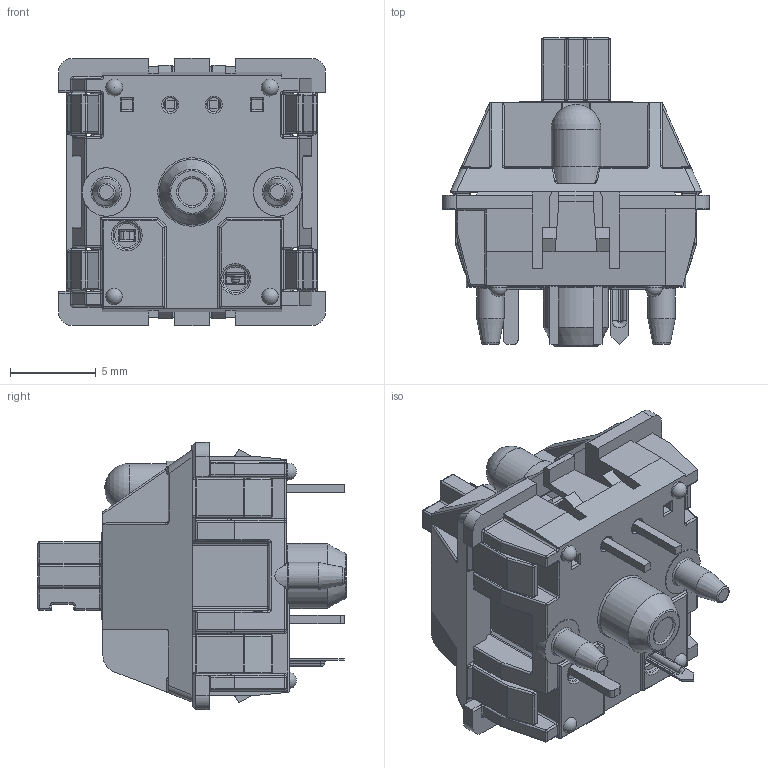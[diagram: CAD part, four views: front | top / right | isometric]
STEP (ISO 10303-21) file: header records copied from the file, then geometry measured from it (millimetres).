
FILE_DESCRIPTION(/* description */ ('STEP AP214'),/* implementation_level */ '2;1');
FILE_NAME(/* name */ 'Cherry MX.step',/* time_stamp */ '2025-06-28T13:53:53-07:00',/* author */ (''),/* organization */ (''),/* preprocessor_version */ 'ST-DEVELOPER v20.1',/* originating_system */ 'Autodesk Translation Framework v14.10.0.0',/* authorisation */ '');
FILE_SCHEMA (('AUTOMOTIVE_DESIGN { 1 0 10303 214 3 1 1 }'));
Length unit declared in the file: millimetre
Products named in the file (8): Cherry MX; Bottom; Pulsador; Top; Pieza5^Cherry MX; Pin1; Pin2; Led 3mm_trans
Assembly tree (7 placements, depth 2):
  Cherry MX
    Bottom
    Pulsador
    Top
    Pieza5^Cherry MX
    Pin1
    Pin2
    Led 3mm_trans
Bounding box: 15.6 x 18 x 15.6 mm (x, y, z)
Volume: 1169.6 mm3; surface area: 2903.1 mm2
Topology: 8 solids, 8 shells, 1356 faces, 3322 edges, 1875 vertices
Faces by surface type: cylinder 559, plane 476, sphere 133, torus 131, bspline 54, cone 3
Full cylindrical faces by diameter (mm): 0.8 x2, 1 x2, 1.6 x4, 2 x1, 2.6 x1, 2.83 x2, 2.9 x1, 3.2 x1, 3.8 x1, 4.8 x1
Entity records: 42762 total; most frequent: CARTESIAN_POINT 11164, DIRECTION 6873, ORIENTED_EDGE 6396, EDGE_CURVE 3198, AXIS2_PLACEMENT_3D 2515, VERTEX_POINT 1875, LINE 1843, VECTOR 1843
